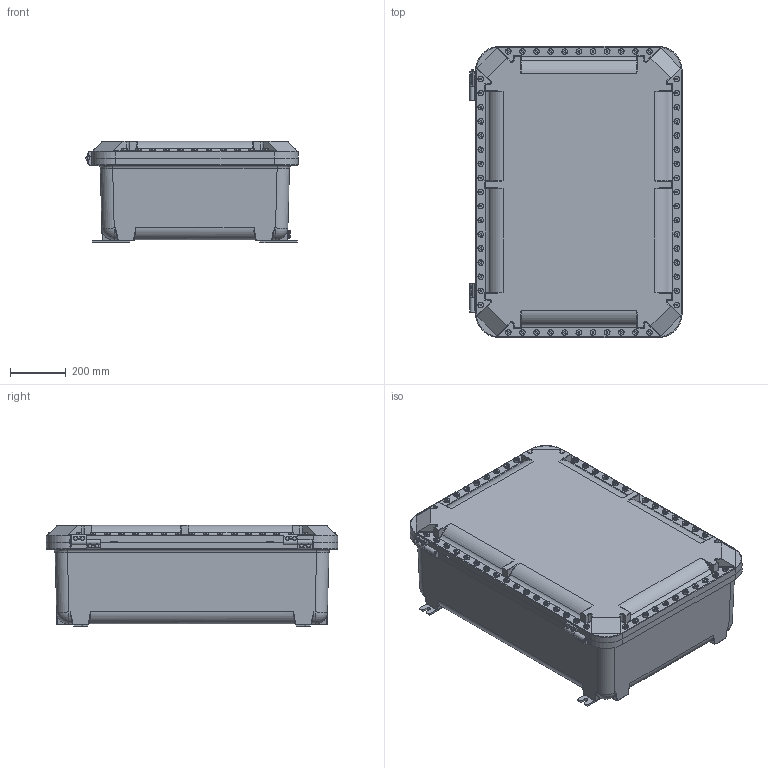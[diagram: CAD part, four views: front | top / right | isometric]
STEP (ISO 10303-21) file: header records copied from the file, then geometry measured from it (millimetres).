
FILE_DESCRIPTION(/* description */ (''),/* implementation_level */ '2;1');
FILE_NAME(/* name */ 'KIL_EXB-243610 N34.stp',/* time_stamp */ '2017-11-16T19:38:37+05:00',/* author */ ('ypadmaraja'),/* organization */ (''),/* preprocessor_version */ 'ST-DEVELOPER v16.13',/* originating_system */ 'Autodesk Inventor 2018',/* authorisation */ '');
FILE_SCHEMA (('AUTOMOTIVE_DESIGN { 1 0 10303 214 3 1 1 }'));
Products named in the file (20): EXB-24368 N34; 17616ABAM; 17614AAAM; 0106275B; HINGE 10 BOT; 17585AAAB; 01917; 17770AAAB; 17473AAAB; SAE J487a - 1/8 x 3/4    Extended Prong Square Cut Type; 0720361B; 14729-gasket-06; 16972AAAB; 17750AAAB; KIT-346; 18238AAAB; 18243; ANSI B18.6.3 - 1/4-20 UNC x 1; ANSI B18.6.3 - 4-40 x 3/8; ASME B18.21.1 - 1/4
Assembly tree (94 placements, depth 3):
  EXB-24368 N34
    17616ABAM
    17614AAAM
    0106275B  x4
    HINGE 10 BOT
      17585AAAB
      17473AAAB
    01917
      17770AAAB
      17473AAAB
      SAE J487a - 1/8 x 3/4    Extended Prong Square Cut Type
    0720361B  x56
    14729-gasket-06
    16972AAAB  x8
    17750AAAB  x8
    KIT-346
      18238AAAB
      18243
      ANSI B18.6.3 - 1/4-20 UNC x 1  x2
      ANSI B18.6.3 - 4-40 x 3/8
      ASME B18.21.1 - 1/4  x2
Bounding box: 763.56 x 1047.75 x 364.33 mm (x, y, z)
Volume: 84967586.1 mm3; surface area: 5394320.2 mm2
Topology: 93 solids, 94 shells, 6358 faces, 15957 edges, 9906 vertices
Faces by surface type: plane 4576, cylinder 593, bspline 531, cone 490, torus 136, sphere 32
Full cylindrical faces by diameter (mm): 2.845 x1, 3.048 x1, 3.571 x1, 3.962 x4, 4.953 x1, 6.35 x6, 6.401 x8, 7.717 x8, 7.798 x18, 7.938 x4, 8.331 x8, 9.286 x8, 9.525 x2, 9.55 x4, 10.312 x8, 10.592 x56, 12.423 x56, 12.802 x8, 13.208 x2, 13.386 x4, 13.494 x52, 14.287 x8, 19.05 x56
Entity records: 74347 total; most frequent: CARTESIAN_POINT 21782, ORIENTED_EDGE 11044, DIRECTION 9118, EDGE_CURVE 5522, VERTEX_POINT 3678, LINE 3410, VECTOR 3410, AXIS2_PLACEMENT_3D 2854
